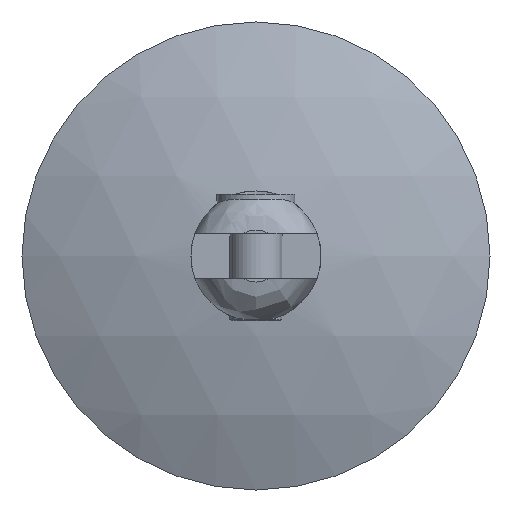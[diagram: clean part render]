
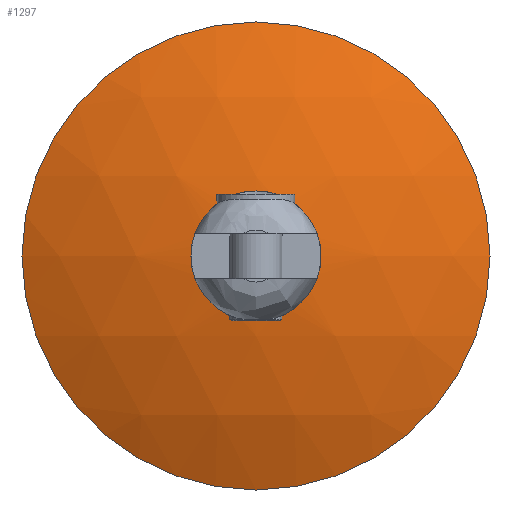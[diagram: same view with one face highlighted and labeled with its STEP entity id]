
A CAD part, front view. The second image highlights one B-rep face of the part: STEP entity #1297.
In plain terms, the highlighted spherical face has radius 85 mm.
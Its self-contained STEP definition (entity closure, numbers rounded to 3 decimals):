
#106=SPHERICAL_SURFACE('',#1615,85.);
#137=FACE_BOUND('',#319,.T.);
#227=FACE_OUTER_BOUND('',#318,.T.);
#318=EDGE_LOOP('',(#1026));
#319=EDGE_LOOP('',(#1027));
#559=CIRCLE('',#1605,9.206);
#565=CIRCLE('',#1616,36.);
#637=VERTEX_POINT('',#2288);
#643=VERTEX_POINT('',#2307);
#776=EDGE_CURVE('',#637,#637,#559,.T.);
#784=EDGE_CURVE('',#643,#643,#565,.T.);
#1026=ORIENTED_EDGE('',*,*,#784,.T.);
#1027=ORIENTED_EDGE('',*,*,#776,.T.);
#1297=ADVANCED_FACE('',(#227,#137),#106,.T.);
#1605=AXIS2_PLACEMENT_3D('',#2289,#1853,#1854);
#1615=AXIS2_PLACEMENT_3D('',#2306,#1875,#1876);
#1616=AXIS2_PLACEMENT_3D('',#2308,#1877,#1878);
#1853=DIRECTION('center_axis',(0.,-1.,0.));
#1854=DIRECTION('ref_axis',(0.,0.,1.));
#1875=DIRECTION('center_axis',(0.,0.,1.));
#1876=DIRECTION('ref_axis',(1.,0.,0.));
#1877=DIRECTION('center_axis',(0.,1.,0.));
#1878=DIRECTION('ref_axis',(-1.,0.,0.));
#2288=CARTESIAN_POINT('',(0.,13.5,-9.206));
#2289=CARTESIAN_POINT('Origin',(0.,13.5,0.));
#2306=CARTESIAN_POINT('Origin',(0.,-71.,0.));
#2307=CARTESIAN_POINT('',(36.,6.,0.));
#2308=CARTESIAN_POINT('Origin',(0.,6.,0.));
